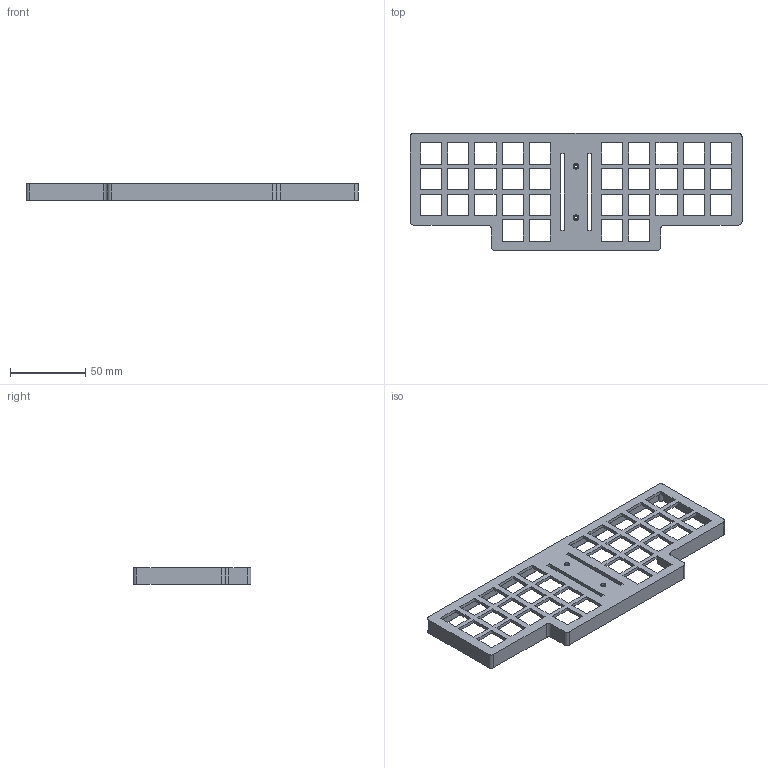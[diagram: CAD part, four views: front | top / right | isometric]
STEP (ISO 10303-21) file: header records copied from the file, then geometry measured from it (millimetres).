
FILE_DESCRIPTION(('HOOPS Exchange Step'),'2;1');
FILE_NAME('temp_export','2022-12-04T14:58:07-05:00',('jscotto'),('Shapr3D Limited'),'HOOPS Exchange 2022.1','Shapr3D','Authorized');
FILE_SCHEMA( ('AUTOMOTIVE_DESIGN { 1 0 10303 214 1 1 1 1 }') );
Length unit declared in the file: millimetre
Products named in the file (1): Case
Bounding box: 220 x 78 x 10.75 mm (x, y, z)
Volume: 39774.1 mm3; surface area: 33145.6 mm2
Topology: 1 solids, 1 shells, 214 faces, 610 edges, 404 vertices
Faces by surface type: plane 190, cylinder 20, bspline 4
Full cylindrical faces by diameter (mm): 3.6 x6
Entity records: 8036 total; most frequent: CARTESIAN_POINT 2277, ORIENTED_EDGE 1220, DIRECTION 1062, EDGE_CURVE 610, VECTOR 548, LINE 548, VERTEX_POINT 404, EDGE_LOOP 296
